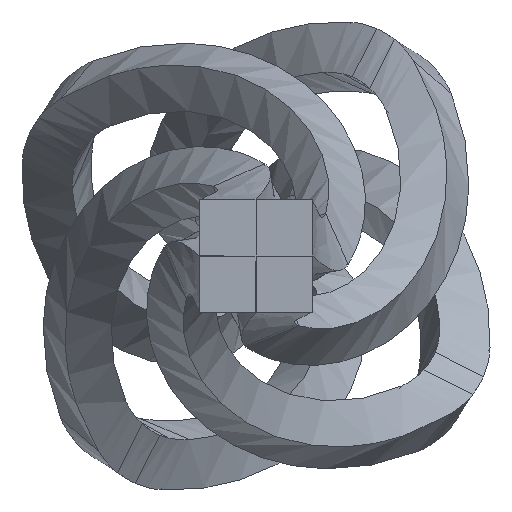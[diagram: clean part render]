
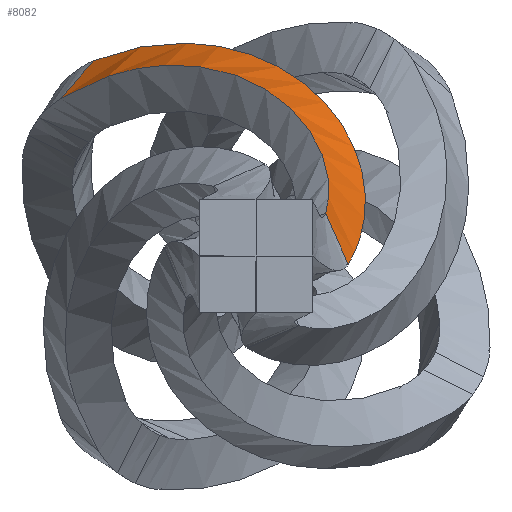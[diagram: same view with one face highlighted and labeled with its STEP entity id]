
A CAD part, front view. The second image highlights one B-rep face of the part: STEP entity #8082.
In plain terms, the highlighted free-form (B-spline) face has degree [1, 3] with [2, 10] control points.
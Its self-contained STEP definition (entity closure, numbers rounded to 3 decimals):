
#437 = CARTESIAN_POINT ( 'NONE',  ( -3.206, -20.833, 20.018 ) ) ;
#611 = CARTESIAN_POINT ( 'NONE',  ( 7.348, -50., 4.243 ) ) ;
#667 = CARTESIAN_POINT ( 'NONE',  ( -16.557, -2.308, 21.752 ) ) ;
#878 = B_SPLINE_CURVE_WITH_KNOTS ( 'NONE', 3,
 ( #5169, #11274, #10205, #13973, #6202, #12668, #11339, #16729, #10089, #15414 ),
 .UNSPECIFIED., .F., .F.,
 ( 4, 2, 2, 2, 4 ),
 ( 0.534, 0.625, 0.75, 0.875, 1. ),
 .UNSPECIFIED. ) ;
#1013 = CARTESIAN_POINT ( 'NONE',  ( -19.63, -3.051, 18.153 ) ) ;
#1814 = CARTESIAN_POINT ( 'NONE',  ( -20.571, -4.173, 17.58 ) ) ;
#1873 = CARTESIAN_POINT ( 'NONE',  ( 8.826, -27.301, 15.334 ) ) ;
#2106 = B_SPLINE_CURVE_WITH_KNOTS ( 'NONE', 3,
 ( #6090, #15252, #1013, #6440 ),
 .UNSPECIFIED., .F., .F.,
 ( 4, 4 ),
 ( 0., 0.006 ),
 .UNSPECIFIED. ) ;
#2403 = VERTEX_POINT ( 'NONE', #10328 ) ;
#3081 = CARTESIAN_POINT ( 'NONE',  ( 5.508, -33.333, 14.227 ) ) ;
#3092 = CARTESIAN_POINT ( 'NONE',  ( 5.508, -33.333, 14.227 ) ) ;
#3257 = CARTESIAN_POINT ( 'NONE',  ( 7.439, -49.421, 4.539 ) ) ;
#3892 = VERTEX_POINT ( 'NONE', #10861 ) ;
#4773 = EDGE_CURVE ( 'NONE', #2403, #10940, #8548, .T. ) ;
#4897 = B_SPLINE_SURFACE_WITH_KNOTS ( 'NONE', 1, 3, ( 
 ( #16211, #667, #8320, #11106, #13749, #1873, #13687, #5851, #9868, #8368 ),
 ( #11162, #1814, #12428, #7177, #437, #12492, #3092, #16327, #8490, #611 ) ),
 .UNSPECIFIED., .F., .F., .F.,
 ( 2, 2 ),
 ( 4, 2, 2, 2, 4 ),
 ( 0., 1. ),
 ( 0.5, 0.625, 0.75, 0.875, 1. ),
 .UNSPECIFIED. ) ;
#5117 = CARTESIAN_POINT ( 'NONE',  ( 9.85, -48.134, -0.882 ) ) ;
#5169 = CARTESIAN_POINT ( 'NONE',  ( -17.313, -1.553, 20.859 ) ) ;
#5373 = EDGE_CURVE ( 'NONE', #9208, #2403, #14136, .T. ) ;
#5625 = CARTESIAN_POINT ( 'NONE',  ( -17.89, -6.633, 18.642 ) ) ;
#5678 = CARTESIAN_POINT ( 'NONE',  ( -20.86, -3.698, 16.81 ) ) ;
#5851 = CARTESIAN_POINT ( 'NONE',  ( 12.092, -39.801, 5.018 ) ) ;
#6090 = CARTESIAN_POINT ( 'NONE',  ( -17.313, -1.553, 20.859 ) ) ;
#6202 = CARTESIAN_POINT ( 'NONE',  ( 2.552, -18.968, 20.615 ) ) ;
#6440 = CARTESIAN_POINT ( 'NONE',  ( -20.86, -3.698, 16.81 ) ) ;
#6456 = CARTESIAN_POINT ( 'NONE',  ( 8.242, -49.03, 2.828 ) ) ;
#6995 = CARTESIAN_POINT ( 'NONE',  ( -7.309, -16.667, 20.797 ) ) ;
#7177 = CARTESIAN_POINT ( 'NONE',  ( -7.309, -16.667, 20.797 ) ) ;
#8082 = ADVANCED_FACE ( 'NONE', ( #14537 ), #4897, .T. ) ;
#8320 = CARTESIAN_POINT ( 'NONE',  ( -11.316, -6.468, 22.978 ) ) ;
#8368 = CARTESIAN_POINT ( 'NONE',  ( 9.85, -48.134, -0.882 ) ) ;
#8415 = CARTESIAN_POINT ( 'NONE',  ( 8.022, -45.448, 6.597 ) ) ;
#8490 = CARTESIAN_POINT ( 'NONE',  ( 8.035, -45.835, 6.348 ) ) ;
#8548 = B_SPLINE_CURVE_WITH_KNOTS ( 'NONE', 3,
 ( #9254, #6456, #15549, #13026 ),
 .UNSPECIFIED., .F., .F.,
 ( 4, 4 ),
 ( 0., 1. ),
 .UNSPECIFIED. ) ;
#9208 = VERTEX_POINT ( 'NONE', #14076 ) ;
#9254 = CARTESIAN_POINT ( 'NONE',  ( 7.439, -49.421, 4.539 ) ) ;
#9618 = CARTESIAN_POINT ( 'NONE',  ( -14.719, -9.565, 19.761 ) ) ;
#9868 = CARTESIAN_POINT ( 'NONE',  ( 11.431, -43.968, 1.661 ) ) ;
#10089 = CARTESIAN_POINT ( 'NONE',  ( 11.431, -43.968, 1.661 ) ) ;
#10205 = CARTESIAN_POINT ( 'NONE',  ( -10.008, -7.606, 22.899 ) ) ;
#10328 = CARTESIAN_POINT ( 'NONE',  ( 7.439, -49.421, 4.539 ) ) ;
#10861 = CARTESIAN_POINT ( 'NONE',  ( -17.313, -1.553, 20.859 ) ) ;
#10921 = CARTESIAN_POINT ( 'NONE',  ( 3.206, -29.167, 16.723 ) ) ;
#10940 = VERTEX_POINT ( 'NONE', #5117 ) ;
#11106 = CARTESIAN_POINT ( 'NONE',  ( -1.748, -14.801, 22.404 ) ) ;
#11162 = CARTESIAN_POINT ( 'NONE',  ( -24.47, 0., 14.128 ) ) ;
#11274 = CARTESIAN_POINT ( 'NONE',  ( -13.727, -4.582, 22.309 ) ) ;
#11339 = CARTESIAN_POINT ( 'NONE',  ( 10.793, -31.468, 11.866 ) ) ;
#12244 = CARTESIAN_POINT ( 'NONE',  ( 7.864, -41.474, 9.151 ) ) ;
#12428 = CARTESIAN_POINT ( 'NONE',  ( -16.004, -8.333, 19.582 ) ) ;
#12492 = CARTESIAN_POINT ( 'NONE',  ( 3.206, -29.167, 16.723 ) ) ;
#12668 = CARTESIAN_POINT ( 'NONE',  ( 8.826, -27.301, 15.334 ) ) ;
#13026 = CARTESIAN_POINT ( 'NONE',  ( 9.85, -48.134, -0.882 ) ) ;
#13053 = EDGE_LOOP ( 'NONE', ( #13442, #14817, #13461, #14104 ) ) ;
#13442 = ORIENTED_EDGE ( 'NONE', *, *, #5373, .T. ) ;
#13461 = ORIENTED_EDGE ( 'NONE', *, *, #14457, .F. ) ;
#13687 = CARTESIAN_POINT ( 'NONE',  ( 10.793, -31.468, 11.866 ) ) ;
#13749 = CARTESIAN_POINT ( 'NONE',  ( 2.552, -18.968, 20.615 ) ) ;
#13973 = CARTESIAN_POINT ( 'NONE',  ( -1.748, -14.801, 22.404 ) ) ;
#14076 = CARTESIAN_POINT ( 'NONE',  ( -20.86, -3.698, 16.81 ) ) ;
#14104 = ORIENTED_EDGE ( 'NONE', *, *, #15646, .T. ) ;
#14136 = B_SPLINE_CURVE_WITH_KNOTS ( 'NONE', 3,
 ( #5678, #5625, #9618, #6995, #16139, #10921, #3081, #12244, #8415, #3257 ),
 .UNSPECIFIED., .F., .F.,
 ( 4, 2, 2, 2, 4 ),
 ( 0.537, 0.625, 0.75, 0.875, 0.994 ),
 .UNSPECIFIED. ) ;
#14457 = EDGE_CURVE ( 'NONE', #3892, #10940, #878, .T. ) ;
#14537 = FACE_OUTER_BOUND ( 'NONE', #13053, .T. ) ;
#14817 = ORIENTED_EDGE ( 'NONE', *, *, #4773, .T. ) ;
#15252 = CARTESIAN_POINT ( 'NONE',  ( -18.441, -2.329, 19.496 ) ) ;
#15414 = CARTESIAN_POINT ( 'NONE',  ( 9.85, -48.134, -0.882 ) ) ;
#15549 = CARTESIAN_POINT ( 'NONE',  ( 9.047, -48.601, 1.021 ) ) ;
#15646 = EDGE_CURVE ( 'NONE', #3892, #9208, #2106, .T. ) ;
#16139 = CARTESIAN_POINT ( 'NONE',  ( -3.206, -20.833, 20.018 ) ) ;
#16211 = CARTESIAN_POINT ( 'NONE',  ( -21.283, 1.866, 18.856 ) ) ;
#16327 = CARTESIAN_POINT ( 'NONE',  ( 7.92, -41.667, 9.03 ) ) ;
#16729 = CARTESIAN_POINT ( 'NONE',  ( 12.092, -39.801, 5.018 ) ) ;
